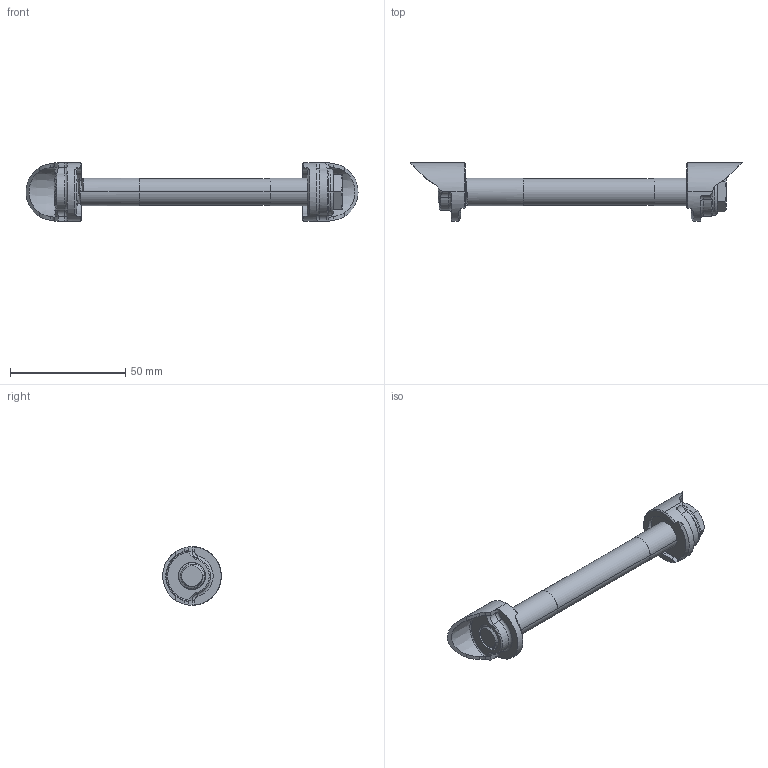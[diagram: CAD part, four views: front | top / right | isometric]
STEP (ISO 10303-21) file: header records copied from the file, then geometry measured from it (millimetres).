
FILE_DESCRIPTION (( 'STEP AP214' ), '1' );
FILE_NAME ('DR2055.STEP', '2015-06-15T19:02:11', ( 'Accounting' ), ( 'Microsoft' ), 'SwSTEP 2.0', 'SolidWorks 2015', '' );
FILE_SCHEMA (( 'AUTOMOTIVE_DESIGN' ));
Length unit declared in the file: millimetre
Products named in the file (4): DR2055T; DR2055U; SK4001; DR2055
Assembly tree (3 placements, depth 2):
  DR2055
    SK4001
    DR2055U
    DR2055T
Bounding box: 143.99 x 25.4 x 25.4 mm (x, y, z)
Volume: 21411.1 mm3; surface area: 10811.2 mm2
Topology: 3 solids, 3 shells, 131 faces, 317 edges, 197 vertices
Faces by surface type: cylinder 38, plane 38, cone 35, torus 10, bspline 10
Entity records: 5451 total; most frequent: CARTESIAN_POINT 2369, ORIENTED_EDGE 634, DIRECTION 591, EDGE_CURVE 317, AXIS2_PLACEMENT_3D 238, VERTEX_POINT 197, EDGE_LOOP 140, FACE_OUTER_BOUND 131
